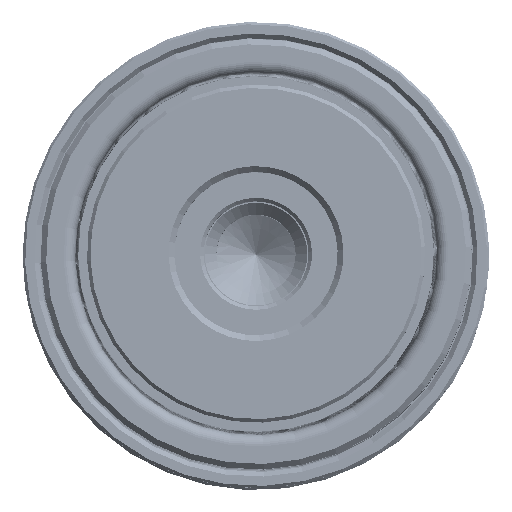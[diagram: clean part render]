
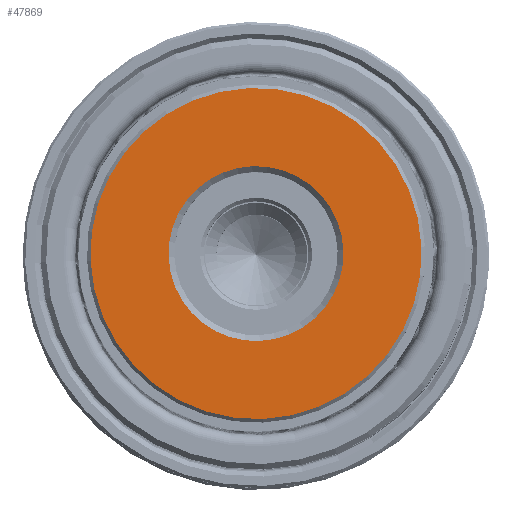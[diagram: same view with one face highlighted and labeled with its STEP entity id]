
A CAD part, top view. The second image highlights one B-rep face of the part: STEP entity #47869.
In plain terms, the highlighted face is planar.
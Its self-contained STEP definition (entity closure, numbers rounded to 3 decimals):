
#1130 = CARTESIAN_POINT ( 'NONE',  ( 0., 0., 0. ) ) ;
#1882 = EDGE_CURVE ( 'NONE', #20300, #21381, #43267, .T. ) ;
#4582 = EDGE_CURVE ( 'NONE', #21381, #20300, #38024, .T. ) ;
#5253 = CARTESIAN_POINT ( 'NONE',  ( 0., 0., 0. ) ) ;
#5581 = DIRECTION ( 'NONE',  ( 0., 0., -1. ) ) ;
#8724 = EDGE_CURVE ( 'NONE', #38385, #12796, #30189, .T. ) ;
#9278 = ORIENTED_EDGE ( 'NONE', *, *, #4582, .T. ) ;
#9356 = DIRECTION ( 'NONE',  ( 1., 0., 0. ) ) ;
#10851 = AXIS2_PLACEMENT_3D ( 'NONE', #18700, #47338, #22818 ) ;
#12366 = CARTESIAN_POINT ( 'NONE',  ( 7.5, 0., 0. ) ) ;
#12796 = VERTEX_POINT ( 'NONE', #32377 ) ;
#12917 = DIRECTION ( 'NONE',  ( 0., 0., 1. ) ) ;
#13460 = DIRECTION ( 'NONE',  ( 1., 0., 0. ) ) ;
#16675 = CARTESIAN_POINT ( 'NONE',  ( -7.5, 0., 0. ) ) ;
#18700 = CARTESIAN_POINT ( 'NONE',  ( 0., 0., 0. ) ) ;
#20300 = VERTEX_POINT ( 'NONE', #12366 ) ;
#21381 = VERTEX_POINT ( 'NONE', #16675 ) ;
#22818 = DIRECTION ( 'NONE',  ( 1., 0., 0. ) ) ;
#24861 = ORIENTED_EDGE ( 'NONE', *, *, #1882, .T. ) ;
#25921 = AXIS2_PLACEMENT_3D ( 'NONE', #37461, #12917, #41544 ) ;
#28911 = EDGE_CURVE ( 'NONE', #12796, #38385, #38083, .T. ) ;
#30040 = CARTESIAN_POINT ( 'NONE',  ( 0., 0., 0. ) ) ;
#30189 = CIRCLE ( 'NONE', #37036, 14.2 ) ;
#30921 = EDGE_LOOP ( 'NONE', ( #41718, #47565 ) ) ;
#31611 = FACE_BOUND ( 'NONE', #44311, .T. ) ;
#32377 = CARTESIAN_POINT ( 'NONE',  ( -14.2, 0., 0. ) ) ;
#32864 = FACE_OUTER_BOUND ( 'NONE', #30921, .T. ) ;
#33864 = DIRECTION ( 'NONE',  ( 0., 0., -1. ) ) ;
#34178 = DIRECTION ( 'NONE',  ( 1., 0., 0. ) ) ;
#34679 = AXIS2_PLACEMENT_3D ( 'NONE', #1130, #37998, #13460 ) ;
#37036 = AXIS2_PLACEMENT_3D ( 'NONE', #30040, #5581, #34178 ) ;
#37461 = CARTESIAN_POINT ( 'NONE',  ( 0., 0., 0. ) ) ;
#37998 = DIRECTION ( 'NONE',  ( 0., 0., 1. ) ) ;
#38024 = CIRCLE ( 'NONE', #25921, 7.5 ) ;
#38083 = CIRCLE ( 'NONE', #38434, 14.2 ) ;
#38385 = VERTEX_POINT ( 'NONE', #52403 ) ;
#38434 = AXIS2_PLACEMENT_3D ( 'NONE', #5253, #33864, #9356 ) ;
#41544 = DIRECTION ( 'NONE',  ( 1., 0., 0. ) ) ;
#41718 = ORIENTED_EDGE ( 'NONE', *, *, #8724, .T. ) ;
#43267 = CIRCLE ( 'NONE', #10851, 7.5 ) ;
#44311 = EDGE_LOOP ( 'NONE', ( #9278, #24861 ) ) ;
#47338 = DIRECTION ( 'NONE',  ( 0., 0., 1. ) ) ;
#47565 = ORIENTED_EDGE ( 'NONE', *, *, #28911, .T. ) ;
#47869 = ADVANCED_FACE ( 'NONE', ( #32864, #31611 ), #50135, .F. ) ;
#50135 = PLANE ( 'NONE',  #34679 ) ;
#52403 = CARTESIAN_POINT ( 'NONE',  ( 14.2, 0., 0. ) ) ;
